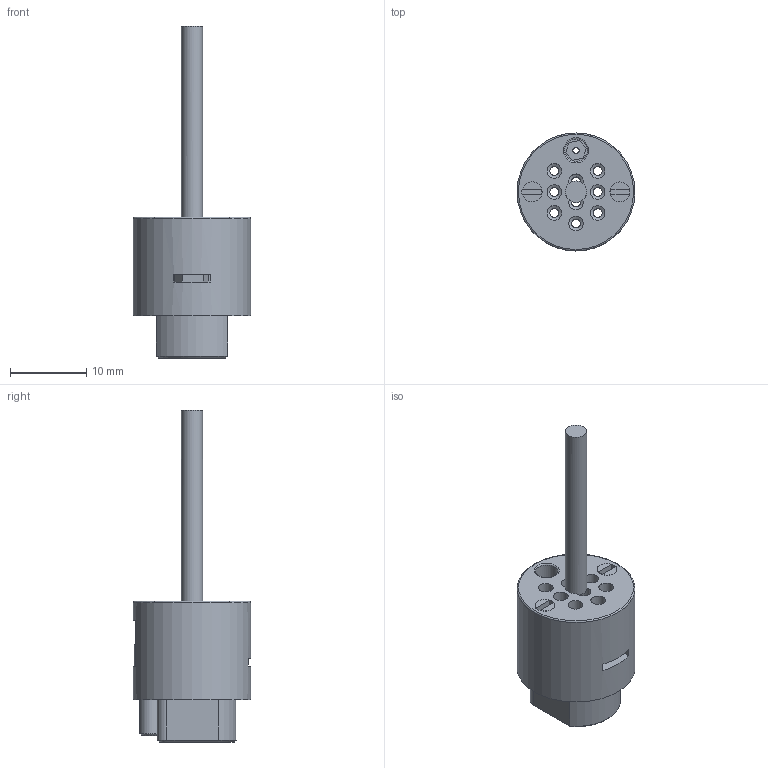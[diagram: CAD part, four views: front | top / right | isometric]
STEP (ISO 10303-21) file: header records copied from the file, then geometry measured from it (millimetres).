
FILE_DESCRIPTION(/* description */ ('Alibre Inc.'),/* implementation_level */ '2;1');
FILE_NAME(/* name */ 'export0',/* time_stamp */ '2009-10-27T11:25:30-07:00',/* author */ (''),/* organization */ (''),/* preprocessor_version */ 'ST-DEVELOPER v10',/* originating_system */ 'Alibre',/* authorisation */ '');
FILE_SCHEMA (('CONFIG_CONTROL_DESIGN'));
Length unit declared in the file: centimetre
Products named in the file (1): ID_1
Bounding box: 15.49 x 15.49 x 43.64 mm (x, y, z)
Volume: 2570.1 mm3; surface area: 2626.1 mm2
Topology: 1 solids, 1 shells, 115 faces, 305 edges, 201 vertices
Faces by surface type: plane 49, cylinder 47, cone 16, torus 3
Full cylindrical faces by diameter (mm): 0.813 x1, 1.168 x9, 1.93 x18, 2.621 x1, 2.794 x2, 2.946 x2, 4.318 x1, 15.494 x1
Entity records: 3164 total; most frequent: CARTESIAN_POINT 512, DIRECTION 497, ORIENTED_EDGE 458, EDGE_CURVE 229, AXIS2_PLACEMENT_3D 217, EDGE_LOOP 212, FACE_BOUND 212, VERTEX_POINT 173
